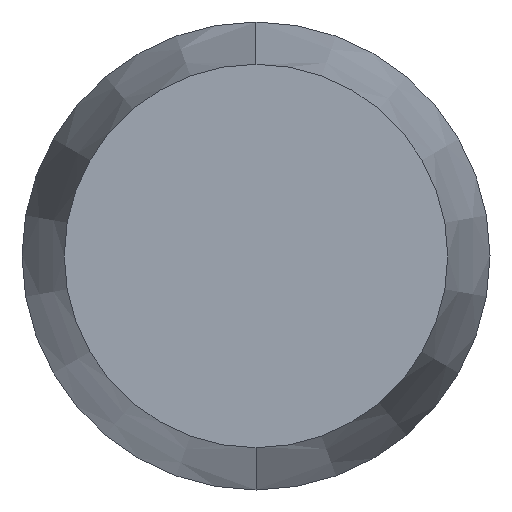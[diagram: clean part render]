
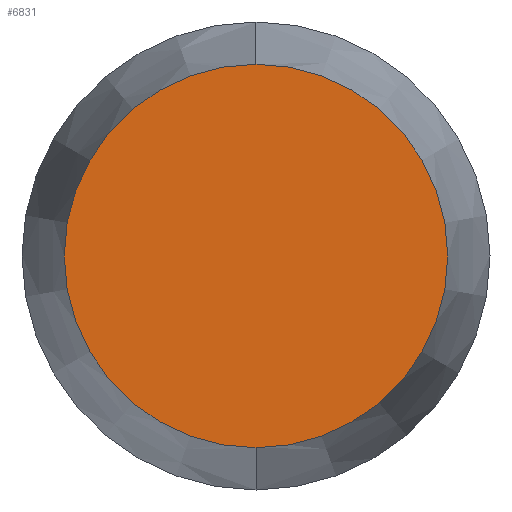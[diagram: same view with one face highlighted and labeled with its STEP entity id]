
A CAD part, front view. The second image highlights one B-rep face of the part: STEP entity #6831.
In plain terms, the highlighted planar face has unit normal (0, -1, 0).
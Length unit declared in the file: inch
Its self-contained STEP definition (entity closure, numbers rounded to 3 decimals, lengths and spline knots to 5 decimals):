
#464 = DIRECTION ( 'NONE',  ( 0., -1., 0. ) ) ;
#478 = CIRCLE ( 'NONE', #4992, 0.2 ) ;
#657 = EDGE_CURVE ( 'NONE', #2014, #1886, #478, .T. ) ;
#1411 = CARTESIAN_POINT ( 'NONE',  ( 0., 0., 1.98125 ) ) ;
#1723 = ORIENTED_EDGE ( 'NONE', *, *, #6745, .T. ) ;
#1886 = VERTEX_POINT ( 'NONE', #2934 ) ;
#1893 = EDGE_LOOP ( 'NONE', ( #6908, #1723 ) ) ;
#1966 = AXIS2_PLACEMENT_3D ( 'NONE', #4807, #6881, #4844 ) ;
#2014 = VERTEX_POINT ( 'NONE', #4469 ) ;
#2042 = FACE_OUTER_BOUND ( 'NONE', #1893, .T. ) ;
#2078 = CARTESIAN_POINT ( 'NONE',  ( 0., 0., 1.98125 ) ) ;
#2632 = DIRECTION ( 'NONE',  ( 0., 0., -1. ) ) ;
#2934 = CARTESIAN_POINT ( 'NONE',  ( 0., 0., 2.18125 ) ) ;
#3201 = CIRCLE ( 'NONE', #1966, 0.2 ) ;
#4230 = DIRECTION ( 'NONE',  ( 0., 0., -1. ) ) ;
#4469 = CARTESIAN_POINT ( 'NONE',  ( 0., 0., 1.78125 ) ) ;
#4671 = DIRECTION ( 'NONE',  ( 0., -1., 0. ) ) ;
#4807 = CARTESIAN_POINT ( 'NONE',  ( 0., 0., 1.98125 ) ) ;
#4844 = DIRECTION ( 'NONE',  ( 0., 0., -1. ) ) ;
#4992 = AXIS2_PLACEMENT_3D ( 'NONE', #1411, #4671, #4230 ) ;
#5920 = AXIS2_PLACEMENT_3D ( 'NONE', #2078, #464, #2632 ) ;
#6745 = EDGE_CURVE ( 'NONE', #1886, #2014, #3201, .T. ) ;
#6831 = ADVANCED_FACE ( 'NONE', ( #2042 ), #6993, .T. ) ;
#6881 = DIRECTION ( 'NONE',  ( 0., -1., 0. ) ) ;
#6908 = ORIENTED_EDGE ( 'NONE', *, *, #657, .T. ) ;
#6993 = PLANE ( 'NONE',  #5920 ) ;
